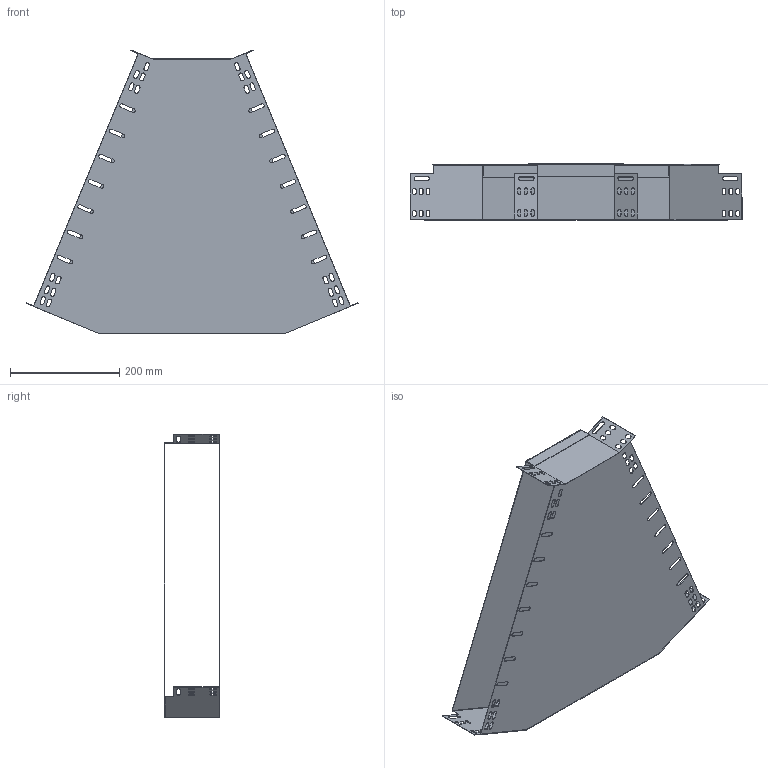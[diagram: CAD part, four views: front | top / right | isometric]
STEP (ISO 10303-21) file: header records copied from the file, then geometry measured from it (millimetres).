
FILE_DESCRIPTION (( 'STEP AP203' ), '1' );
FILE_NAME ('CLP3P-100-500-M-HDZ Ïîâîðîò íà 45 ãð. 100õ500 IEK HDZ.STEP', '2016-03-02T13:08:32', ( '' ), ( '' ), 'SwSTEP 2.0', 'SolidWorks 2014', '' );
FILE_SCHEMA (( 'CONFIG_CONTROL_DESIGN' ));
Length unit declared in the file: millimetre
Products named in the file (1): CLP3P-100-500-M-HDZ Ïîâîðîò íà 45 ãð. 100õ500 IEK HDZ
Bounding box: 607.81 x 101.8 x 519.63 mm (x, y, z)
Volume: 366096.9 mm3; surface area: 920785 mm2
Topology: 2 solids, 2 shells, 306 faces, 900 edges, 598 vertices
Faces by surface type: plane 178, cylinder 128
Entity records: 10543 total; most frequent: CARTESIAN_POINT 1805, ORIENTED_EDGE 1800, DIRECTION 1770, EDGE_CURVE 900, LINE 644, VECTOR 644, VERTEX_POINT 598, AXIS2_PLACEMENT_3D 563
